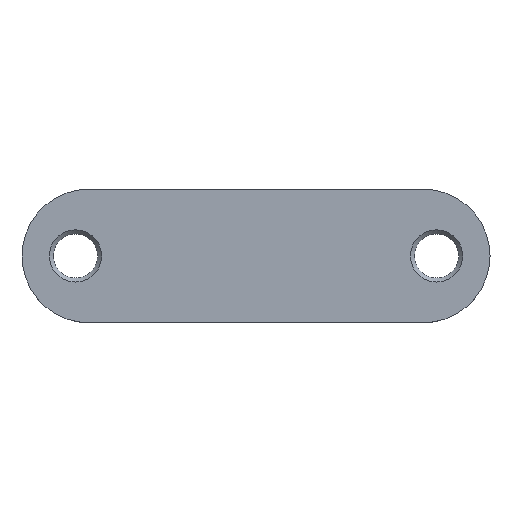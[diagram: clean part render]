
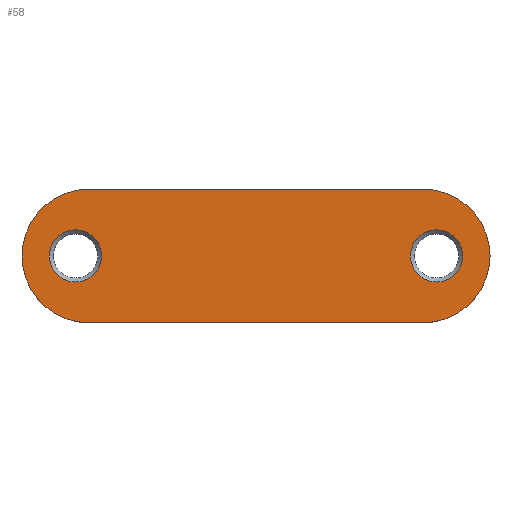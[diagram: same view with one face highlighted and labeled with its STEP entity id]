
A CAD part, top view. The second image highlights one B-rep face of the part: STEP entity #58.
In plain terms, the highlighted planar face has unit normal (0, 0, 1).
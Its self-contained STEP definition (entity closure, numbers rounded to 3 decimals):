
#58=ADVANCED_FACE('',(#96,#97,#98),#72,.T.);
#72=PLANE('',#259);
#76=LINE('',#365,#86);
#77=LINE('',#371,#87);
#86=VECTOR('',#293,1.);
#87=VECTOR('',#298,1.);
#96=FACE_BOUND('',#114,.T.);
#97=FACE_BOUND('',#115,.T.);
#98=FACE_BOUND('',#116,.T.);
#114=EDGE_LOOP('',(#138));
#115=EDGE_LOOP('',(#139));
#116=EDGE_LOOP('',(#140,#141,#142,#143,#144,#145));
#138=ORIENTED_EDGE('',*,*,#210,.T.);
#139=ORIENTED_EDGE('',*,*,#211,.T.);
#140=ORIENTED_EDGE('',*,*,#212,.T.);
#141=ORIENTED_EDGE('',*,*,#213,.T.);
#142=ORIENTED_EDGE('',*,*,#214,.F.);
#143=ORIENTED_EDGE('',*,*,#215,.T.);
#144=ORIENTED_EDGE('',*,*,#216,.T.);
#145=ORIENTED_EDGE('',*,*,#217,.F.);
#190=VERTEX_POINT('',#357);
#191=VERTEX_POINT('',#359);
#192=VERTEX_POINT('',#361);
#193=VERTEX_POINT('',#362);
#194=VERTEX_POINT('',#364);
#195=VERTEX_POINT('',#366);
#196=VERTEX_POINT('',#368);
#197=VERTEX_POINT('',#370);
#210=EDGE_CURVE('',#190,#190,#236,.T.);
#211=EDGE_CURVE('',#191,#191,#237,.T.);
#212=EDGE_CURVE('',#192,#193,#238,.T.);
#213=EDGE_CURVE('',#193,#194,#239,.T.);
#214=EDGE_CURVE('',#195,#194,#76,.T.);
#215=EDGE_CURVE('',#195,#196,#240,.T.);
#216=EDGE_CURVE('',#196,#197,#241,.T.);
#217=EDGE_CURVE('',#192,#197,#77,.T.);
#236=CIRCLE('',#253,1.95);
#237=CIRCLE('',#254,1.95);
#238=CIRCLE('',#255,5.);
#239=CIRCLE('',#256,5.);
#240=CIRCLE('',#257,5.);
#241=CIRCLE('',#258,5.);
#253=AXIS2_PLACEMENT_3D('',#356,#285,#286);
#254=AXIS2_PLACEMENT_3D('',#358,#287,#288);
#255=AXIS2_PLACEMENT_3D('',#360,#289,#290);
#256=AXIS2_PLACEMENT_3D('',#363,#291,#292);
#257=AXIS2_PLACEMENT_3D('',#367,#294,#295);
#258=AXIS2_PLACEMENT_3D('',#369,#296,#297);
#259=AXIS2_PLACEMENT_3D('',#372,#299,#300);
#285=DIRECTION('',(0.,0.,-1.));
#286=DIRECTION('',(1.,0.,0.));
#287=DIRECTION('',(0.,0.,-1.));
#288=DIRECTION('',(1.,0.,0.));
#289=DIRECTION('',(0.,0.,1.));
#290=DIRECTION('',(1.,0.,0.));
#291=DIRECTION('',(0.,0.,1.));
#292=DIRECTION('',(1.,0.,0.));
#293=DIRECTION('',(1.,0.,0.));
#294=DIRECTION('',(0.,0.,1.));
#295=DIRECTION('',(1.,0.,0.));
#296=DIRECTION('',(0.,0.,1.));
#297=DIRECTION('',(1.,0.,0.));
#298=DIRECTION('',(-1.,0.,0.));
#299=DIRECTION('',(0.,0.,1.));
#300=DIRECTION('',(1.,0.,0.));
#356=CARTESIAN_POINT('',(31.,5.,3.));
#357=CARTESIAN_POINT('',(32.95,5.,3.));
#358=CARTESIAN_POINT('',(4.,5.,3.));
#359=CARTESIAN_POINT('',(5.95,5.,3.));
#360=CARTESIAN_POINT('',(30.,5.,3.));
#361=CARTESIAN_POINT('',(30.,0.,3.));
#362=CARTESIAN_POINT('',(35.,5.,3.));
#363=CARTESIAN_POINT('',(30.,5.,3.));
#364=CARTESIAN_POINT('',(30.,10.,3.));
#365=CARTESIAN_POINT('',(17.5,10.,3.));
#366=CARTESIAN_POINT('',(5.,10.,3.));
#367=CARTESIAN_POINT('',(5.,5.,3.));
#368=CARTESIAN_POINT('',(0.,5.,3.));
#369=CARTESIAN_POINT('',(5.,5.,3.));
#370=CARTESIAN_POINT('',(5.,0.,3.));
#371=CARTESIAN_POINT('',(17.5,0.,3.));
#372=CARTESIAN_POINT('',(17.5,5.,3.));
